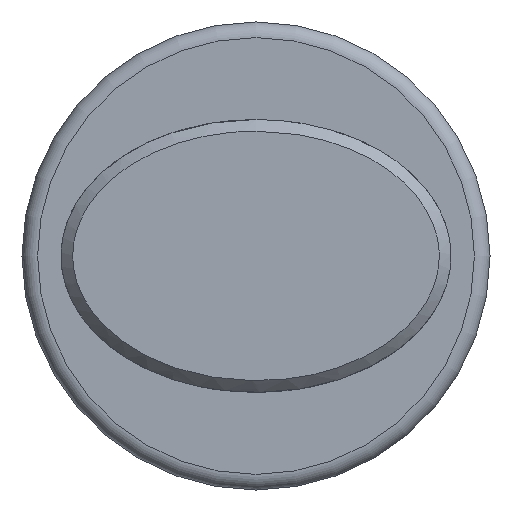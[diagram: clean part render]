
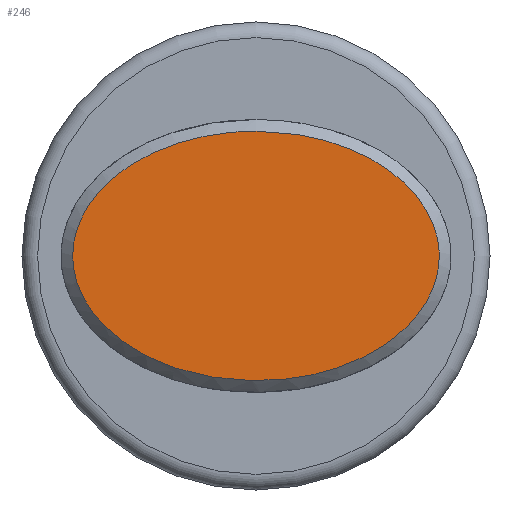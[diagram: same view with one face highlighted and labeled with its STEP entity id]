
A CAD part, left-side view. The second image highlights one B-rep face of the part: STEP entity #246.
In plain terms, the highlighted planar face has unit normal (-1, 0, 0).
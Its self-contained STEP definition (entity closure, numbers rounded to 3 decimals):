
#133=CARTESIAN_POINT('',(-2.0,0.,3.2));
#134=VERTEX_POINT('',#133);
#163=CARTESIAN_POINT('',(-2.,0.,3.2));
#164=CARTESIAN_POINT('',(-2.,-0.716,3.2));
#165=CARTESIAN_POINT('',(-2.,-2.149,2.972));
#166=CARTESIAN_POINT('',(-2.,-3.846,2.017));
#167=CARTESIAN_POINT('',(-2.0,-4.738,0.7));
#168=CARTESIAN_POINT('',(-2.,-4.738,-0.701));
#169=CARTESIAN_POINT('',(-2.,-3.846,-2.012));
#170=CARTESIAN_POINT('',(-2.,-1.583,-3.305));
#171=CARTESIAN_POINT('',(-2.,1.583,-3.302));
#172=CARTESIAN_POINT('',(-2.,3.846,-2.013));
#173=CARTESIAN_POINT('',(-2.,4.738,-0.701));
#174=CARTESIAN_POINT('',(-2.,4.738,0.7));
#175=CARTESIAN_POINT('',(-2.,3.846,2.017));
#176=CARTESIAN_POINT('',(-2.,2.149,2.972));
#177=CARTESIAN_POINT('',(-2.,0.716,3.2));
#178=CARTESIAN_POINT('',(-2.,0.,3.2));
#179=B_SPLINE_CURVE_WITH_KNOTS('',3,(#163,#164,#165,#166,#167,#168,#169,#170,#171,#172,#173,#174,#175,#176,#177,#178),.UNSPECIFIED.,.T.,.U.,(4,1,1,1,1,1,1,1,1,1,1,1,1,4),(1.571,2.02,2.468,2.917,3.366,3.815,4.264,5.161,5.61,6.059,6.508,6.956,7.405,7.854),.UNSPECIFIED.);
#180=EDGE_CURVE('',#134,#134,#179,.T.);
#238=CARTESIAN_POINT('',(-2.0,0.,0.));
#239=DIRECTION('',(-1.0,0.0,0.0));
#240=DIRECTION('',(0.0,0.0,1.0));
#241=AXIS2_PLACEMENT_3D('',#238,#239,#240);
#242=PLANE('',#241);
#243=ORIENTED_EDGE('',*,*,#180,.F.);
#244=EDGE_LOOP('',(#243));
#245=FACE_OUTER_BOUND('',#244,.T.);
#246=ADVANCED_FACE('',(#245),#242,.T.);
